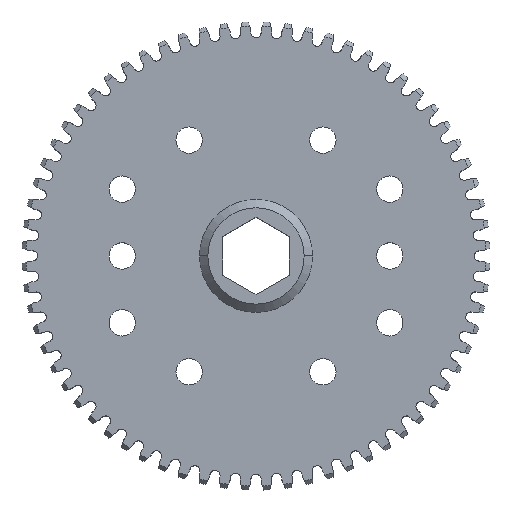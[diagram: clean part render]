
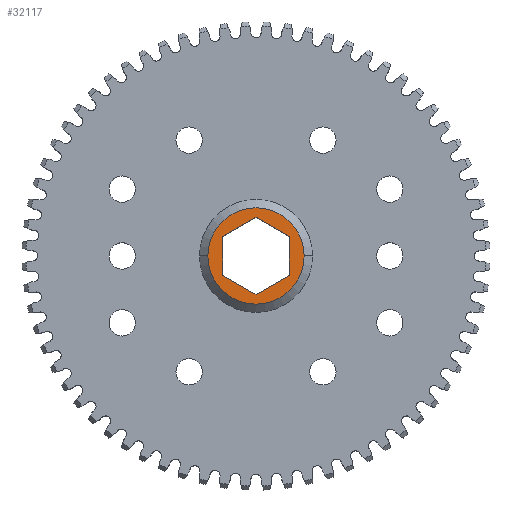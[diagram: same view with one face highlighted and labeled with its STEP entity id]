
A CAD part, top view. The second image highlights one B-rep face of the part: STEP entity #32117.
In plain terms, the highlighted planar face has unit normal (0, 0, 1).
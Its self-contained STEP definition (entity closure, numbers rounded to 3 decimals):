
#180 = DIRECTION ( 'NONE',  ( 0., 0., -1. ) ) ;
#1590 = EDGE_CURVE ( 'NONE', #2360, #13783, #19916, .T. ) ;
#2077 = DIRECTION ( 'NONE',  ( 0., 1., 0. ) ) ;
#2236 = AXIS2_PLACEMENT_3D ( 'NONE', #25355, #6809, #30500 ) ;
#2284 = EDGE_CURVE ( 'NONE', #25070, #28704, #12008, .T. ) ;
#2360 = VERTEX_POINT ( 'NONE', #19960 ) ;
#3152 = ORIENTED_EDGE ( 'NONE', *, *, #1590, .F. ) ;
#3205 = CARTESIAN_POINT ( 'NONE',  ( 0., -7.332, 6.35 ) ) ;
#3594 = AXIS2_PLACEMENT_3D ( 'NONE', #15680, #180, #31351 ) ;
#3927 = CARTESIAN_POINT ( 'NONE',  ( 3.175, -5.499, 6.35 ) ) ;
#4107 = ORIENTED_EDGE ( 'NONE', *, *, #16298, .F. ) ;
#4423 = FACE_BOUND ( 'NONE', #13533, .T. ) ;
#4442 = VECTOR ( 'NONE', #27039, 1000. ) ;
#4649 = ORIENTED_EDGE ( 'NONE', *, *, #18667, .F. ) ;
#6053 = CARTESIAN_POINT ( 'NONE',  ( 9.144, 0., 6.35 ) ) ;
#6809 = DIRECTION ( 'NONE',  ( 0., 0., 1. ) ) ;
#7925 = CARTESIAN_POINT ( 'NONE',  ( -6.35, 3.666, 6.35 ) ) ;
#8470 = ORIENTED_EDGE ( 'NONE', *, *, #2284, .F. ) ;
#8712 = DIRECTION ( 'NONE',  ( -1., 0., 0. ) ) ;
#9029 = LINE ( 'NONE', #24334, #15080 ) ;
#10721 = CIRCLE ( 'NONE', #29744, 9.144 ) ;
#12008 = LINE ( 'NONE', #22342, #12989 ) ;
#12423 = ORIENTED_EDGE ( 'NONE', *, *, #24460, .F. ) ;
#12449 = EDGE_CURVE ( 'NONE', #22412, #24731, #29839, .T. ) ;
#12452 = FACE_OUTER_BOUND ( 'NONE', #33116, .T. ) ;
#12989 = VECTOR ( 'NONE', #32759, 1000. ) ;
#13533 = EDGE_LOOP ( 'NONE', ( #29352, #25798, #8470, #21958, #3152, #4649 ) ) ;
#13783 = VERTEX_POINT ( 'NONE', #21089 ) ;
#13978 = CARTESIAN_POINT ( 'NONE',  ( 0., 0., 6.35 ) ) ;
#14456 = CARTESIAN_POINT ( 'NONE',  ( -9.144, 0., 6.35 ) ) ;
#15080 = VECTOR ( 'NONE', #27066, 1000. ) ;
#15680 = CARTESIAN_POINT ( 'NONE',  ( 0., 0., 6.35 ) ) ;
#16298 = EDGE_CURVE ( 'NONE', #31685, #19296, #10721, .T. ) ;
#17037 = CARTESIAN_POINT ( 'NONE',  ( -3.175, -5.499, 6.35 ) ) ;
#17877 = PLANE ( 'NONE',  #2236 ) ;
#17897 = CARTESIAN_POINT ( 'NONE',  ( -6.35, -3.666, 6.35 ) ) ;
#18667 = EDGE_CURVE ( 'NONE', #24731, #2360, #27259, .T. ) ;
#18780 = VECTOR ( 'NONE', #27421, 1000. ) ;
#18799 = CARTESIAN_POINT ( 'NONE',  ( 0., 7.332, 6.35 ) ) ;
#19296 = VERTEX_POINT ( 'NONE', #14456 ) ;
#19916 = LINE ( 'NONE', #30348, #25405 ) ;
#19960 = CARTESIAN_POINT ( 'NONE',  ( 6.35, -3.666, 6.35 ) ) ;
#21089 = CARTESIAN_POINT ( 'NONE',  ( 6.35, 3.666, 6.35 ) ) ;
#21707 = EDGE_CURVE ( 'NONE', #28704, #22412, #22067, .T. ) ;
#21958 = ORIENTED_EDGE ( 'NONE', *, *, #22575, .F. ) ;
#22067 = LINE ( 'NONE', #26863, #4442 ) ;
#22342 = CARTESIAN_POINT ( 'NONE',  ( -3.175, 5.499, 6.35 ) ) ;
#22412 = VERTEX_POINT ( 'NONE', #17897 ) ;
#22575 = EDGE_CURVE ( 'NONE', #13783, #25070, #9029, .T. ) ;
#24334 = CARTESIAN_POINT ( 'NONE',  ( 3.175, 5.499, 6.35 ) ) ;
#24460 = EDGE_CURVE ( 'NONE', #19296, #31685, #28618, .T. ) ;
#24731 = VERTEX_POINT ( 'NONE', #3205 ) ;
#24862 = DIRECTION ( 'NONE',  ( 0.866, 0.5, 0. ) ) ;
#25070 = VERTEX_POINT ( 'NONE', #18799 ) ;
#25355 = CARTESIAN_POINT ( 'NONE',  ( 0., 0., 6.35 ) ) ;
#25405 = VECTOR ( 'NONE', #2077, 1000. ) ;
#25798 = ORIENTED_EDGE ( 'NONE', *, *, #21707, .F. ) ;
#26863 = CARTESIAN_POINT ( 'NONE',  ( -6.35, 0., 6.35 ) ) ;
#27039 = DIRECTION ( 'NONE',  ( 0., -1., 0. ) ) ;
#27066 = DIRECTION ( 'NONE',  ( -0.866, 0.5, 0. ) ) ;
#27259 = LINE ( 'NONE', #3927, #27542 ) ;
#27421 = DIRECTION ( 'NONE',  ( 0.866, -0.5, 0. ) ) ;
#27542 = VECTOR ( 'NONE', #24862, 1000. ) ;
#28618 = CIRCLE ( 'NONE', #3594, 9.144 ) ;
#28704 = VERTEX_POINT ( 'NONE', #7925 ) ;
#29135 = DIRECTION ( 'NONE',  ( 0., 0., -1. ) ) ;
#29352 = ORIENTED_EDGE ( 'NONE', *, *, #12449, .F. ) ;
#29744 = AXIS2_PLACEMENT_3D ( 'NONE', #13978, #29135, #8712 ) ;
#29839 = LINE ( 'NONE', #17037, #18780 ) ;
#30348 = CARTESIAN_POINT ( 'NONE',  ( 6.35, 0., 6.35 ) ) ;
#30500 = DIRECTION ( 'NONE',  ( 1., 0., 0. ) ) ;
#31351 = DIRECTION ( 'NONE',  ( -1., 0., 0. ) ) ;
#31685 = VERTEX_POINT ( 'NONE', #6053 ) ;
#32117 = ADVANCED_FACE ( 'NONE', ( #4423, #12452 ), #17877, .T. ) ;
#32759 = DIRECTION ( 'NONE',  ( -0.866, -0.5, 0. ) ) ;
#33116 = EDGE_LOOP ( 'NONE', ( #12423, #4107 ) ) ;
